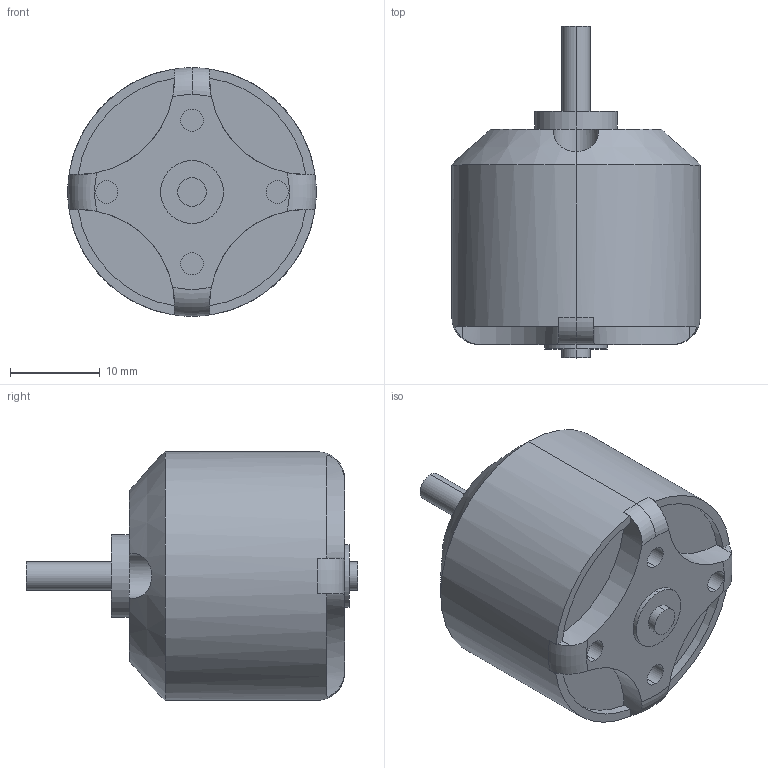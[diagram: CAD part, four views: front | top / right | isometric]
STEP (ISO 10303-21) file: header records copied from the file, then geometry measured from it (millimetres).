
FILE_DESCRIPTION (( 'STEP AP203' ), '1' );
FILE_NAME ('A2212Motor_Default_sldprt.STEP', '2022-06-23T14:41:48', ( '' ), ( '' ), 'SwSTEP 2.0', 'SolidWorks 2020', '' );
FILE_SCHEMA (( 'CONFIG_CONTROL_DESIGN' ));
Length unit declared in the file: millimetre
Products named in the file (1): A2212Motor_Default_sldprt
Bounding box: 27.7 x 37 x 27.7 mm (x, y, z)
Volume: 12748.6 mm3; surface area: 3748.1 mm2
Topology: 1 solids, 1 shells, 73 faces, 176 edges, 113 vertices
Faces by surface type: cylinder 44, plane 22, torus 5, cone 2
Entity records: 2437 total; most frequent: CARTESIAN_POINT 611, DIRECTION 398, ORIENTED_EDGE 352, AXIS2_PLACEMENT_3D 176, EDGE_CURVE 176, VERTEX_POINT 113, CIRCLE 102, EDGE_LOOP 81
